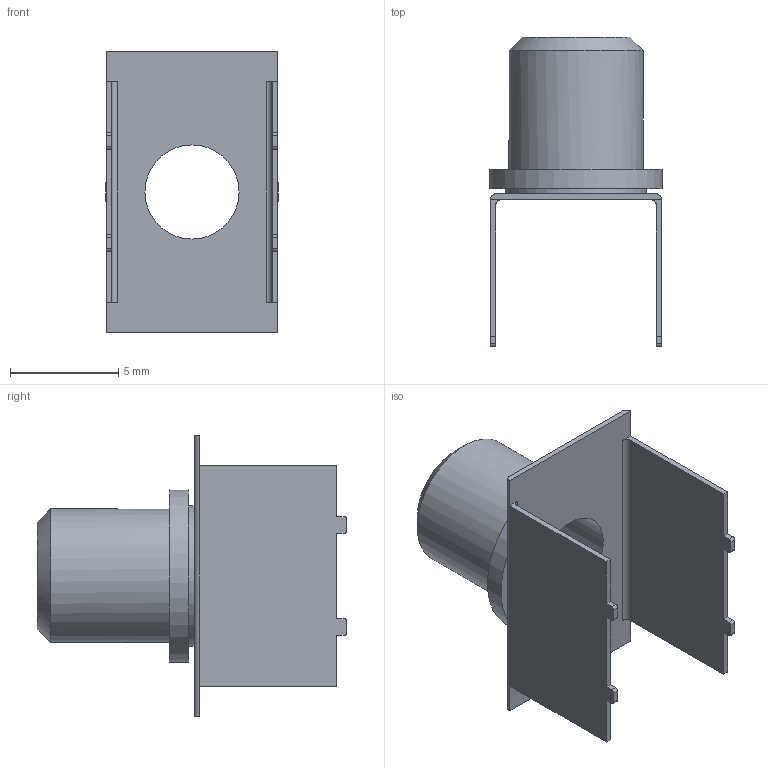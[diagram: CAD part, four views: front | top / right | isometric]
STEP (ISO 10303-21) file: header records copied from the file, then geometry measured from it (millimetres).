
FILE_DESCRIPTION(/* description */ ('Bracket Mount Miniature Toggles - Bushing-Series M - Miniature Toggles'),/* implementation_level */ '2;1');
FILE_NAME(/* name */ 'M201A2M201BR-bushing.ipt.step',/* time_stamp */ '2014-01-07T11:13:36-08:00',/* author */ ('Cadenas PARTsolutions'),/* organization */ ('NKKSWITCHES'),/* preprocessor_version */ 'ST-DEVELOPER v15.2',/* originating_system */ 'Autodesk Inventor 2014',/* authorisation */ '');
FILE_SCHEMA (('AUTOMOTIVE_DESIGN { 1 0 10303 214 3 1 1 }'));
Length unit declared in the file: inch
Products named in the file (1): M201A2M201BR-bushing
Bounding box: 7.97 x 14.29 x 13 mm (x, y, z)
Volume: 178 mm3; surface area: 732.9 mm2
Topology: 1 solids, 1 shells, 53 faces, 147 edges, 97 vertices
Faces by surface type: plane 36, cylinder 16, cone 1
Full cylindrical faces by diameter (mm): 4.338 x1
Entity records: 1686 total; most frequent: CARTESIAN_POINT 298, ORIENTED_EDGE 286, DIRECTION 281, EDGE_CURVE 143, LINE 107, VECTOR 107, VERTEX_POINT 95, AXIS2_PLACEMENT_3D 87
